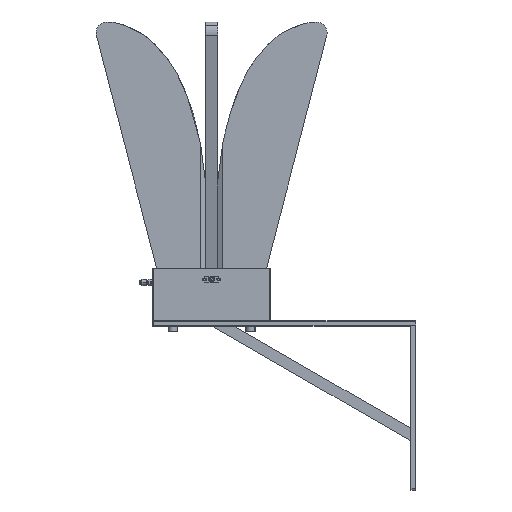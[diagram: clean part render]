
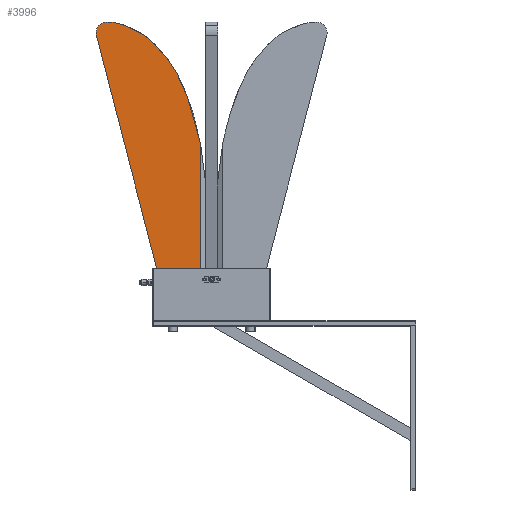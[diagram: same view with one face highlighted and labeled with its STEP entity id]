
A CAD part, left-side view. The second image highlights one B-rep face of the part: STEP entity #3996.
In plain terms, the highlighted planar face has unit normal (-1, 0, 0).
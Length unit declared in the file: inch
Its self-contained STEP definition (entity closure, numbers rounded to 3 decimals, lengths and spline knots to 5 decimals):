
#65 = CARTESIAN_POINT ( 'NONE',  ( -0.21654, 0.39736, 4.47333 ) ) ;
#259 = VERTEX_POINT ( 'NONE', #7003 ) ;
#270 = ORIENTED_EDGE ( 'NONE', *, *, #17035, .T. ) ;
#286 = EDGE_CURVE ( 'NONE', #5959, #9249, #17313, .T. ) ;
#1000 = CARTESIAN_POINT ( 'NONE',  ( -0.21654, 1.27588, 7.04601 ) ) ;
#1089 = CARTESIAN_POINT ( 'NONE',  ( -0.21654, 1.78034, 7.75449 ) ) ;
#1117 = CARTESIAN_POINT ( 'NONE',  ( -0.21654, 4.12712, 8.33189 ) ) ;
#1270 = CARTESIAN_POINT ( 'NONE',  ( -0.21654, 3.69941, 8.82156 ) ) ;
#1802 = LINE ( 'NONE', #7477, #4030 ) ;
#1850 = EDGE_CURVE ( 'NONE', #10362, #9483, #4733, .T. ) ;
#2305 = VECTOR ( 'NONE', #8829, 39.37008 ) ;
#2478 = CARTESIAN_POINT ( 'NONE',  ( -0.21654, 0.60429, 5.39007 ) ) ;
#2562 = CARTESIAN_POINT ( 'NONE',  ( -0.21654, 1.505, 7.42532 ) ) ;
#2755 = CARTESIAN_POINT ( 'NONE',  ( -0.21654, 0.47034, 4.83802 ) ) ;
#3138 = CARTESIAN_POINT ( 'NONE',  ( -0.21654, 0.39736, -0.59055 ) ) ;
#3193 = DIRECTION ( 'NONE',  ( 0., 0., 1. ) ) ;
#3884 = ORIENTED_EDGE ( 'NONE', *, *, #4971, .T. ) ;
#3996 = ADVANCED_FACE ( 'NONE', ( #11134 ), #8094, .F. ) ;
#4030 = VECTOR ( 'NONE', #7564, 39.37008 ) ;
#4310 = DIRECTION ( 'NONE',  ( 0., 0.561, 0.828 ) ) ;
#4403 = ORIENTED_EDGE ( 'NONE', *, *, #4549, .F. ) ;
#4549 = EDGE_CURVE ( 'NONE', #9249, #12947, #15592, .T. ) ;
#4733 = LINE ( 'NONE', #7335, #2305 ) ;
#4781 = DIRECTION ( 'NONE',  ( 1., 0., 0. ) ) ;
#4838 = AXIS2_PLACEMENT_3D ( 'NONE', #5614, #5788, #8591 ) ;
#4971 = EDGE_CURVE ( 'NONE', #8439, #12947, #17895, .T. ) ;
#5023 = VECTOR ( 'NONE', #14213, 39.37008 ) ;
#5164 = CARTESIAN_POINT ( 'NONE',  ( -0.21654, 2.06053, 8.07557 ) ) ;
#5559 = EDGE_CURVE ( 'NONE', #13973, #8439, #1802, .T. ) ;
#5614 = CARTESIAN_POINT ( 'NONE',  ( -0.21654, 3.746, 8.43063 ) ) ;
#5788 = DIRECTION ( 'NONE',  ( 1., 0., 0. ) ) ;
#5959 = VERTEX_POINT ( 'NONE', #1117 ) ;
#6109 = ORIENTED_EDGE ( 'NONE', *, *, #7977, .T. ) ;
#6179 = VECTOR ( 'NONE', #7027, 39.37008 ) ;
#6239 = CARTESIAN_POINT ( 'NONE',  ( -0.21654, 1.10236, -1.22047 ) ) ;
#6333 = CARTESIAN_POINT ( 'NONE',  ( -0.21654, 1.10236, -0.59055 ) ) ;
#6391 = EDGE_CURVE ( 'NONE', #9483, #259, #15848, .T. ) ;
#6667 = AXIS2_PLACEMENT_3D ( 'NONE', #13047, #4781, #10252 ) ;
#6884 = CARTESIAN_POINT ( 'NONE',  ( -0.21654, 0.99803, -0.74803 ) ) ;
#6885 = EDGE_LOOP ( 'NONE', ( #6955, #17852, #6109, #270, #7956, #3884, #4403, #13351, #10534 ) ) ;
#6955 = ORIENTED_EDGE ( 'NONE', *, *, #6391, .F. ) ;
#7003 = CARTESIAN_POINT ( 'NONE',  ( -0.21654, 1.9685, 0. ) ) ;
#7027 = DIRECTION ( 'NONE',  ( 0., -0.251, -0.968 ) ) ;
#7112 = CARTESIAN_POINT ( 'NONE',  ( -0.21654, 1.55512, -0.61024 ) ) ;
#7335 = CARTESIAN_POINT ( 'NONE',  ( -0.21654, 0., -1.22047 ) ) ;
#7477 = CARTESIAN_POINT ( 'NONE',  ( -0.21654, 0.39736, -1.12205 ) ) ;
#7564 = DIRECTION ( 'NONE',  ( 0., 0., 1. ) ) ;
#7956 = ORIENTED_EDGE ( 'NONE', *, *, #5559, .T. ) ;
#7977 = EDGE_CURVE ( 'NONE', #10362, #16270, #11987, .T. ) ;
#8094 = PLANE ( 'NONE',  #17785 ) ;
#8335 = CARTESIAN_POINT ( 'NONE',  ( -0.21654, 0.84592, 6.12022 ) ) ;
#8439 = VERTEX_POINT ( 'NONE', #65 ) ;
#8591 = DIRECTION ( 'NONE',  ( 0., 0.753, 0.658 ) ) ;
#8630 = CARTESIAN_POINT ( 'NONE',  ( -0.21654, 0.49902, -0.59055 ) ) ;
#8829 = DIRECTION ( 'NONE',  ( 0., 1., 0. ) ) ;
#9249 = VERTEX_POINT ( 'NONE', #17387 ) ;
#9471 = CARTESIAN_POINT ( 'NONE',  ( -0.21654, 1.14173, -1.22047 ) ) ;
#9483 = VERTEX_POINT ( 'NONE', #9471 ) ;
#9659 = DIRECTION ( 'NONE',  ( 1., 0., 0. ) ) ;
#10252 = DIRECTION ( 'NONE',  ( 0., 0.753, 0.658 ) ) ;
#10362 = VERTEX_POINT ( 'NONE', #6239 ) ;
#10534 = ORIENTED_EDGE ( 'NONE', *, *, #11235, .T. ) ;
#11134 = FACE_OUTER_BOUND ( 'NONE', #6885, .T. ) ;
#11235 = EDGE_CURVE ( 'NONE', #5959, #259, #12311, .T. ) ;
#11494 = LINE ( 'NONE', #8630, #5023 ) ;
#11987 = LINE ( 'NONE', #17850, #12961 ) ;
#12311 = LINE ( 'NONE', #14091, #6179 ) ;
#12313 = CARTESIAN_POINT ( 'NONE',  ( -0.21654, 2.41502, 8.38299 ) ) ;
#12652 = CARTESIAN_POINT ( 'NONE',  ( -0.21654, 3.69941, 8.82156 ) ) ;
#12691 = CARTESIAN_POINT ( 'NONE',  ( -0.21654, 1.05711, 6.61288 ) ) ;
#12947 = VERTEX_POINT ( 'NONE', #12652 ) ;
#12961 = VECTOR ( 'NONE', #3193, 39.37008 ) ;
#13047 = CARTESIAN_POINT ( 'NONE',  ( -0.21654, 3.746, 8.43063 ) ) ;
#13351 = ORIENTED_EDGE ( 'NONE', *, *, #286, .F. ) ;
#13973 = VERTEX_POINT ( 'NONE', #3138 ) ;
#14091 = CARTESIAN_POINT ( 'NONE',  ( -0.21654, 4.27165, 8.88976 ) ) ;
#14213 = DIRECTION ( 'NONE',  ( 0., -1., 0. ) ) ;
#15245 = DIRECTION ( 'NONE',  ( 0., 1., 0. ) ) ;
#15301 = CARTESIAN_POINT ( 'NONE',  ( -0.21654, 0.39736, 4.47333 ) ) ;
#15592 = CIRCLE ( 'NONE', #6667, 0.3937 ) ;
#15848 = LINE ( 'NONE', #7112, #17122 ) ;
#16270 = VERTEX_POINT ( 'NONE', #6333 ) ;
#17035 = EDGE_CURVE ( 'NONE', #16270, #13973, #11494, .T. ) ;
#17122 = VECTOR ( 'NONE', #4310, 39.37008 ) ;
#17313 = CIRCLE ( 'NONE', #4838, 0.3937 ) ;
#17387 = CARTESIAN_POINT ( 'NONE',  ( -0.21654, 4.04252, 8.68962 ) ) ;
#17785 = AXIS2_PLACEMENT_3D ( 'NONE', #6884, #9659, #15245 ) ;
#17850 = CARTESIAN_POINT ( 'NONE',  ( -0.21654, 1.10236, -0.82677 ) ) ;
#17852 = ORIENTED_EDGE ( 'NONE', *, *, #1850, .F. ) ;
#17895 = B_SPLINE_CURVE_WITH_KNOTS ( 'NONE', 3,
 ( #15301, #2755, #2478, #8335, #12691, #1000, #2562, #1089, #5164, #12313, #18185, #18274, #1270 ),
 .UNSPECIFIED., .F., .F.,
 ( 4, 1, 1, 1, 1, 1, 1, 1, 1, 1, 4 ),
 ( 0.4344, 0.54218, 0.59882, 0.65719, 0.69737, 0.73948, 0.78529, 0.82151, 0.86306, 0.92024, 1. ),
 .UNSPECIFIED. ) ;
#18185 = CARTESIAN_POINT ( 'NONE',  ( -0.21654, 2.97239, 8.65472 ) ) ;
#18274 = CARTESIAN_POINT ( 'NONE',  ( -0.21654, 3.41826, 8.81511 ) ) ;
